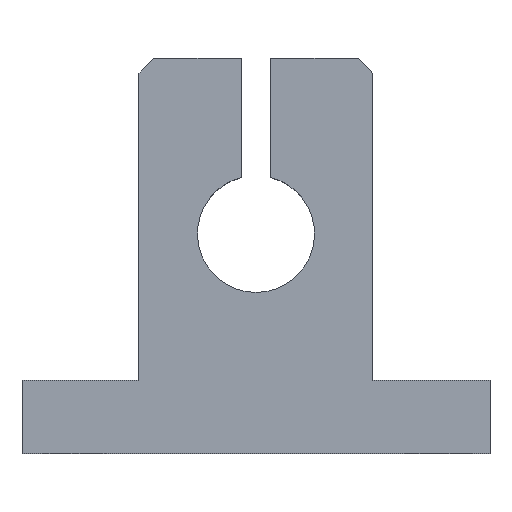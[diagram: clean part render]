
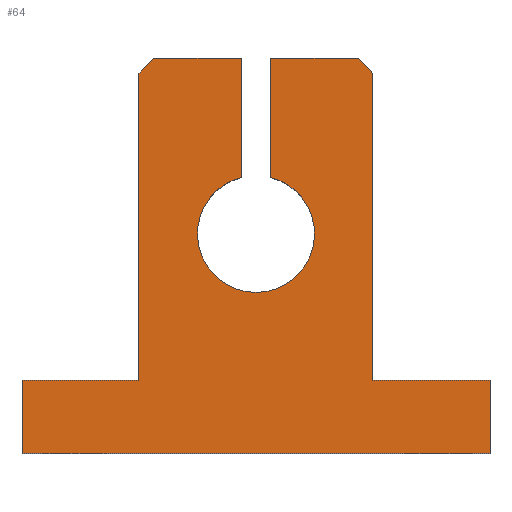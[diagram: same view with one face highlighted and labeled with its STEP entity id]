
A CAD part, top view. The second image highlights one B-rep face of the part: STEP entity #64.
In plain terms, the highlighted planar face has unit normal (0, 0, 1).
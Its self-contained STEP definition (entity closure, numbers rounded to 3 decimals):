
#64 = ADVANCED_FACE( '', ( #142 ), #143, .T. );
#142 = FACE_OUTER_BOUND( '', #228, .T. );
#143 = PLANE( '', #229 );
#228 = EDGE_LOOP( '', ( #341, #342, #343, #344, #345, #346, #347, #348, #349, #350, #351, #352, #353, #354 ) );
#229 = AXIS2_PLACEMENT_3D( '', #355, #356, #357 );
#341 = ORIENTED_EDGE( '', *, *, #496, .T. );
#342 = ORIENTED_EDGE( '', *, *, #492, .T. );
#343 = ORIENTED_EDGE( '', *, *, #505, .T. );
#344 = ORIENTED_EDGE( '', *, *, #480, .T. );
#345 = ORIENTED_EDGE( '', *, *, #506, .T. );
#346 = ORIENTED_EDGE( '', *, *, #507, .T. );
#347 = ORIENTED_EDGE( '', *, *, #508, .T. );
#348 = ORIENTED_EDGE( '', *, *, #509, .T. );
#349 = ORIENTED_EDGE( '', *, *, #510, .F. );
#350 = ORIENTED_EDGE( '', *, *, #511, .T. );
#351 = ORIENTED_EDGE( '', *, *, #501, .T. );
#352 = ORIENTED_EDGE( '', *, *, #512, .T. );
#353 = ORIENTED_EDGE( '', *, *, #471, .T. );
#354 = ORIENTED_EDGE( '', *, *, #513, .T. );
#355 = CARTESIAN_POINT( '', ( 0., 15., 10. ) );
#356 = DIRECTION( '', ( 0., 0., 1. ) );
#357 = DIRECTION( '', ( 1., 0., 0. ) );
#471 = EDGE_CURVE( '', #550, #548, #551, .T. );
#480 = EDGE_CURVE( '', #566, #564, #567, .T. );
#492 = EDGE_CURVE( '', #587, #585, #588, .T. );
#496 = EDGE_CURVE( '', #593, #587, #594, .T. );
#501 = EDGE_CURVE( '', #602, #600, #603, .T. );
#505 = EDGE_CURVE( '', #585, #566, #607, .T. );
#506 = EDGE_CURVE( '', #564, #608, #609, .T. );
#507 = EDGE_CURVE( '', #608, #610, #611, .T. );
#508 = EDGE_CURVE( '', #610, #612, #613, .T. );
#509 = EDGE_CURVE( '', #612, #614, #615, .T. );
#510 = EDGE_CURVE( '', #616, #614, #617, .T. );
#511 = EDGE_CURVE( '', #616, #602, #618, .T. );
#512 = EDGE_CURVE( '', #600, #550, #619, .T. );
#513 = EDGE_CURVE( '', #548, #593, #620, .T. );
#548 = VERTEX_POINT( '', #664 );
#550 = VERTEX_POINT( '', #667 );
#551 = LINE( '', #668, #669 );
#564 = VERTEX_POINT( '', #684 );
#566 = VERTEX_POINT( '', #687 );
#567 = LINE( '', #688, #689 );
#585 = VERTEX_POINT( '', #709 );
#587 = VERTEX_POINT( '', #712 );
#588 = LINE( '', #713, #714 );
#593 = VERTEX_POINT( '', #721 );
#594 = LINE( '', #722, #723 );
#600 = VERTEX_POINT( '', #731 );
#602 = VERTEX_POINT( '', #734 );
#603 = LINE( '', #735, #736 );
#607 = LINE( '', #741, #742 );
#608 = VERTEX_POINT( '', #743 );
#609 = LINE( '', #744, #745 );
#610 = VERTEX_POINT( '', #746 );
#611 = LINE( '', #747, #748 );
#612 = VERTEX_POINT( '', #749 );
#613 = LINE( '', #750, #751 );
#614 = VERTEX_POINT( '', #752 );
#615 = LINE( '', #753, #754 );
#616 = VERTEX_POINT( '', #755 );
#617 = CIRCLE( '', #756, 4. );
#618 = LINE( '', #757, #758 );
#619 = LINE( '', #759, #760 );
#620 = LINE( '', #761, #762 );
#664 = CARTESIAN_POINT( '', ( -8., 5., 10. ) );
#667 = CARTESIAN_POINT( '', ( -8., 26., 10. ) );
#668 = CARTESIAN_POINT( '', ( -8., 26., 10. ) );
#669 = VECTOR( '', #817, 1000. );
#684 = CARTESIAN_POINT( '', ( 8., 5., 10. ) );
#687 = CARTESIAN_POINT( '', ( 16., 5., 10. ) );
#688 = CARTESIAN_POINT( '', ( 16., 5., 10. ) );
#689 = VECTOR( '', #830, 1000. );
#709 = CARTESIAN_POINT( '', ( 16., 0., 10. ) );
#712 = CARTESIAN_POINT( '', ( -16., 0., 10. ) );
#713 = CARTESIAN_POINT( '', ( -16., 0., 10. ) );
#714 = VECTOR( '', #849, 1000. );
#721 = CARTESIAN_POINT( '', ( -16., 5., 10. ) );
#722 = CARTESIAN_POINT( '', ( -16., 5., 10. ) );
#723 = VECTOR( '', #852, 1000. );
#731 = CARTESIAN_POINT( '', ( -7., 27., 10. ) );
#734 = CARTESIAN_POINT( '', ( -1., 27., 10. ) );
#735 = CARTESIAN_POINT( '', ( -1., 27., 10. ) );
#736 = VECTOR( '', #856, 1000. );
#741 = CARTESIAN_POINT( '', ( 16., 0., 10. ) );
#742 = VECTOR( '', #858, 1000. );
#743 = CARTESIAN_POINT( '', ( 8., 26., 10. ) );
#744 = CARTESIAN_POINT( '', ( 8., 5., 10. ) );
#745 = VECTOR( '', #859, 1000. );
#746 = CARTESIAN_POINT( '', ( 7., 27., 10. ) );
#747 = CARTESIAN_POINT( '', ( 8., 26., 10. ) );
#748 = VECTOR( '', #860, 1000. );
#749 = CARTESIAN_POINT( '', ( 1., 27., 10. ) );
#750 = CARTESIAN_POINT( '', ( 7., 27., 10. ) );
#751 = VECTOR( '', #861, 1000. );
#752 = CARTESIAN_POINT( '', ( 1., 18.873, 10. ) );
#753 = CARTESIAN_POINT( '', ( 1., 27., 10. ) );
#754 = VECTOR( '', #862, 1000. );
#755 = CARTESIAN_POINT( '', ( -1., 18.873, 10. ) );
#756 = AXIS2_PLACEMENT_3D( '', #863, #864, #865 );
#757 = CARTESIAN_POINT( '', ( -1., 18.873, 10. ) );
#758 = VECTOR( '', #866, 1000. );
#759 = CARTESIAN_POINT( '', ( -7., 27., 10. ) );
#760 = VECTOR( '', #867, 1000. );
#761 = CARTESIAN_POINT( '', ( -8., 5., 10. ) );
#762 = VECTOR( '', #868, 1000. );
#817 = DIRECTION( '', ( 0., -1., 0. ) );
#830 = DIRECTION( '', ( -1., 0., 0. ) );
#849 = DIRECTION( '', ( 1., 0., 0. ) );
#852 = DIRECTION( '', ( 0., -1., 0. ) );
#856 = DIRECTION( '', ( -1., 0., 0. ) );
#858 = DIRECTION( '', ( 0., 1., 0. ) );
#859 = DIRECTION( '', ( 0., 1., 0. ) );
#860 = DIRECTION( '', ( -0.707, 0.707, 0. ) );
#861 = DIRECTION( '', ( -1., 0., 0. ) );
#862 = DIRECTION( '', ( 0., -1., 0. ) );
#863 = CARTESIAN_POINT( '', ( 0., 15., 10. ) );
#864 = DIRECTION( '', ( 0., 0., 1. ) );
#865 = DIRECTION( '', ( 1., 0., 0. ) );
#866 = DIRECTION( '', ( 0., 1., 0. ) );
#867 = DIRECTION( '', ( -0.707, -0.707, 0. ) );
#868 = DIRECTION( '', ( -1., 0., 0. ) );
